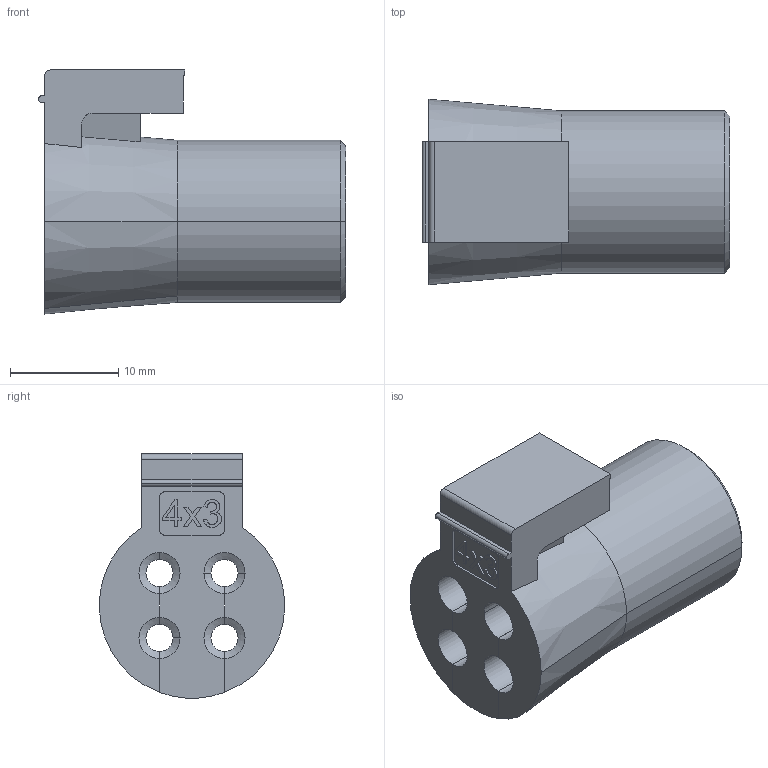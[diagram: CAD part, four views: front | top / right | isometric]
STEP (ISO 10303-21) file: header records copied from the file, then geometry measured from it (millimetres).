
FILE_DESCRIPTION (( 'STEP AP203' ), '1' );
FILE_NAME ('568405.step', '2019-11-21T17:31:51', ( '' ), ( '' ), 'SwSTEP 2.0', 'SolidWorks 2019', '' );
FILE_SCHEMA (( 'CONFIG_CONTROL_DESIGN' ));
Length unit declared in the file: inch
Products named in the file (1): 568405
Bounding box: 28.4 x 17.14 x 22.55 mm (x, y, z)
Volume: 4591.1 mm3; surface area: 3889.5 mm2
Topology: 1 solids, 1 shells, 144 faces, 403 edges, 266 vertices
Faces by surface type: plane 64, cylinder 40, cone 24, bspline 16
Entity records: 4802 total; most frequent: CARTESIAN_POINT 1062, ORIENTED_EDGE 806, DIRECTION 709, EDGE_CURVE 403, VERTEX_POINT 266, VECTOR 263, LINE 263, AXIS2_PLACEMENT_3D 223
